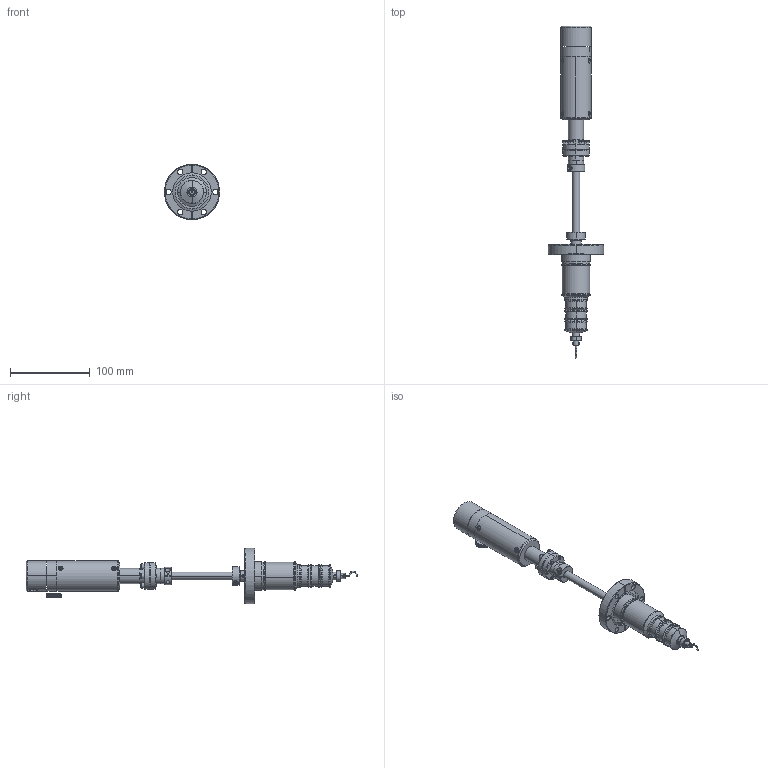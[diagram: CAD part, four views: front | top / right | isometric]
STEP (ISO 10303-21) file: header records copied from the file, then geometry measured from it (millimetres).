
FILE_DESCRIPTION (( 'STEP AP214' ), '1' );
FILE_NAME ('SN100621-10, FWS-44R-275-3.STEP', '2018-03-26T23:17:40', ( '' ), ( '' ), 'SwSTEP 2.0', 'SolidWorks 2010', '' );
FILE_SCHEMA (( 'AUTOMOTIVE_DESIGN' ));
Length unit declared in the file: inch
Products named in the file (1): SN100621-10, FWS-44R-275-3
Bounding box: 69.34 x 416.58 x 69.34 mm (x, y, z)
Surface area: 69907.1 mm2 (no closed solid volume)
Topology: 0 solids, 74 shells, 690 faces, 2298 edges, 1574 vertices
Faces by surface type: plane 283, cylinder 276, cone 123, torus 8
Entity records: 35712 total; most frequent: CARTESIAN_POINT 7448, DIRECTION 3981, ORIENTED_EDGE 3640, EDGE_CURVE 2284, VERTEX_POINT 1574, AXIS2_PLACEMENT_3D 1500, LINE 981, VECTOR 981
